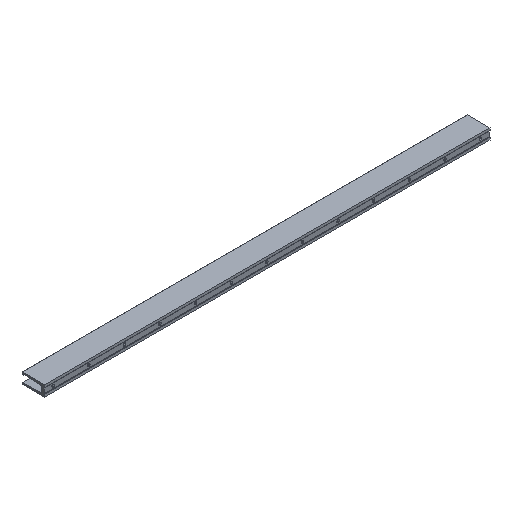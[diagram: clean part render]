
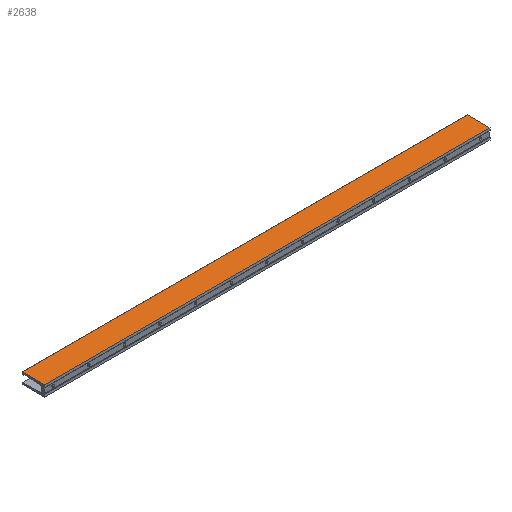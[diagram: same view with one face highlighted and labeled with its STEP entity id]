
A CAD part, isometric view. The second image highlights one B-rep face of the part: STEP entity #2638.
In plain terms, the highlighted planar face has unit normal (0, 0, 1).
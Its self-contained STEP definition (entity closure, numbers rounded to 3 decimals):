
#8 = EDGE_CURVE ( 'NONE', #1225, #1521, #2786, .T. ) ;
#40 = EDGE_CURVE ( 'NONE', #1198, #1225, #2040, .T. ) ;
#176 = DIRECTION ( 'NONE',  ( -1., 0., 0. ) ) ;
#335 = ORIENTED_EDGE ( 'NONE', *, *, #40, .T. ) ;
#339 = DIRECTION ( 'NONE',  ( 0., -1., 0. ) ) ;
#373 = DIRECTION ( 'NONE',  ( -1., 0., 0. ) ) ;
#442 = AXIS2_PLACEMENT_3D ( 'NONE', #855, #2050, #373 ) ;
#738 = VECTOR ( 'NONE', #1750, 1000. ) ;
#761 = CARTESIAN_POINT ( 'NONE',  ( 2500., 0., 29.975 ) ) ;
#836 = FACE_OUTER_BOUND ( 'NONE', #1652, .T. ) ;
#855 = CARTESIAN_POINT ( 'NONE',  ( 2500., 0., 29.975 ) ) ;
#900 = CARTESIAN_POINT ( 'NONE',  ( 2500., 127., 29.975 ) ) ;
#1061 = EDGE_CURVE ( 'NONE', #1198, #1563, #2393, .T. ) ;
#1088 = VECTOR ( 'NONE', #176, 1000. ) ;
#1190 = CARTESIAN_POINT ( 'NONE',  ( 2500., 127., 29.975 ) ) ;
#1198 = VERTEX_POINT ( 'NONE', #1190 ) ;
#1225 = VERTEX_POINT ( 'NONE', #1406 ) ;
#1406 = CARTESIAN_POINT ( 'NONE',  ( 0., 127., 29.975 ) ) ;
#1521 = VERTEX_POINT ( 'NONE', #1669 ) ;
#1563 = VERTEX_POINT ( 'NONE', #2655 ) ;
#1602 = ORIENTED_EDGE ( 'NONE', *, *, #1061, .F. ) ;
#1652 = EDGE_LOOP ( 'NONE', ( #2344, #2956, #1602, #335 ) ) ;
#1669 = CARTESIAN_POINT ( 'NONE',  ( 0., 0., 29.975 ) ) ;
#1679 = VECTOR ( 'NONE', #339, 1000. ) ;
#1730 = EDGE_CURVE ( 'NONE', #1563, #1521, #2812, .T. ) ;
#1750 = DIRECTION ( 'NONE',  ( 0., -1., 0. ) ) ;
#1838 = DIRECTION ( 'NONE',  ( -1., 0., 0. ) ) ;
#2040 = LINE ( 'NONE', #900, #1088 ) ;
#2050 = DIRECTION ( 'NONE',  ( 0., 0., -1. ) ) ;
#2069 = PLANE ( 'NONE',  #442 ) ;
#2344 = ORIENTED_EDGE ( 'NONE', *, *, #8, .T. ) ;
#2393 = LINE ( 'NONE', #761, #738 ) ;
#2479 = VECTOR ( 'NONE', #1838, 1000. ) ;
#2630 = CARTESIAN_POINT ( 'NONE',  ( 0., 0., 29.975 ) ) ;
#2638 = ADVANCED_FACE ( 'NONE', ( #836 ), #2069, .F. ) ;
#2655 = CARTESIAN_POINT ( 'NONE',  ( 2500., 0., 29.975 ) ) ;
#2786 = LINE ( 'NONE', #2630, #1679 ) ;
#2812 = LINE ( 'NONE', #3034, #2479 ) ;
#2956 = ORIENTED_EDGE ( 'NONE', *, *, #1730, .F. ) ;
#3034 = CARTESIAN_POINT ( 'NONE',  ( 2500., 0., 29.975 ) ) ;
